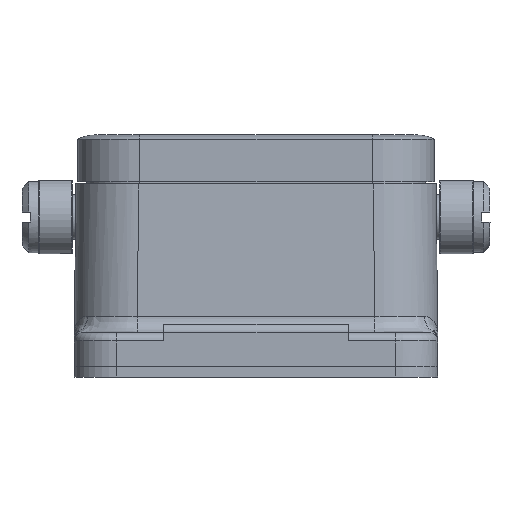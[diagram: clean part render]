
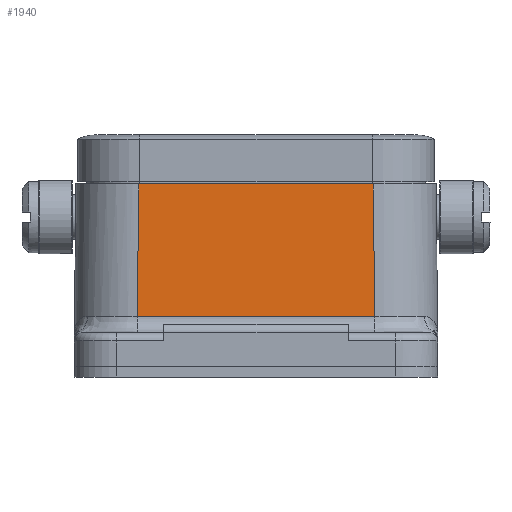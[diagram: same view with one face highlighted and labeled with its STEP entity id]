
A CAD part, left-side view. The second image highlights one B-rep face of the part: STEP entity #1940.
In plain terms, the highlighted planar face has unit normal (-1, 0, 0.026).
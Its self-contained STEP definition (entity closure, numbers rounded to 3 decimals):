
#1378=FACE_OUTER_BOUND('',#2769,.T.);
#1940=ADVANCED_FACE('',(#1378),#2320,.T.);
#2320=PLANE('',#10885);
#2769=EDGE_LOOP('',(#3531,#3532,#3533,#3534));
#3531=ORIENTED_EDGE('',*,*,#5959,.T.);
#3532=ORIENTED_EDGE('',*,*,#5917,.T.);
#3533=ORIENTED_EDGE('',*,*,#5960,.T.);
#3534=ORIENTED_EDGE('',*,*,#5879,.T.);
#5255=VERTEX_POINT('',#15627);
#5258=VERTEX_POINT('',#15634);
#5291=VERTEX_POINT('',#15711);
#5292=VERTEX_POINT('',#15713);
#5879=EDGE_CURVE('',#5255,#5258,#8453,.T.);
#5917=EDGE_CURVE('',#5292,#5291,#8472,.T.);
#5959=EDGE_CURVE('',#5258,#5292,#8498,.T.);
#5960=EDGE_CURVE('',#5291,#5255,#8499,.T.);
#8453=LINE('',#15635,#9131);
#8472=LINE('',#15712,#9150);
#8498=LINE('',#15841,#9176);
#8499=LINE('',#15842,#9177);
#9131=VECTOR('',#11888,1.);
#9150=VECTOR('',#11957,1.);
#9176=VECTOR('',#12003,1.);
#9177=VECTOR('',#12004,1.);
#10885=AXIS2_PLACEMENT_3D('',#15843,#12005,#12006);
#11888=DIRECTION('',(0.,1.,0.));
#11957=DIRECTION('',(0.,-1.,0.));
#12003=DIRECTION('',(-0.026,0.011,-1.));
#12004=DIRECTION('',(0.026,0.011,1.));
#12005=DIRECTION('',(-1.,0.,0.026));
#12006=DIRECTION('',(0.026,0.,1.));
#15627=CARTESIAN_POINT('',(-46.55,-14.002,5.7));
#15634=CARTESIAN_POINT('',(-46.55,14.002,5.7));
#15635=CARTESIAN_POINT('',(-46.55,-21.5,5.7));
#15711=CARTESIAN_POINT('',(-46.964,-14.18,-10.102));
#15712=CARTESIAN_POINT('',(-46.964,-14.202,-10.102));
#15713=CARTESIAN_POINT('',(-46.964,14.18,-10.102));
#15841=CARTESIAN_POINT('',(-47.017,14.203,-12.134));
#15842=CARTESIAN_POINT('',(-46.552,-14.003,5.616));
#15843=CARTESIAN_POINT('',(-46.55,0.,5.7));
